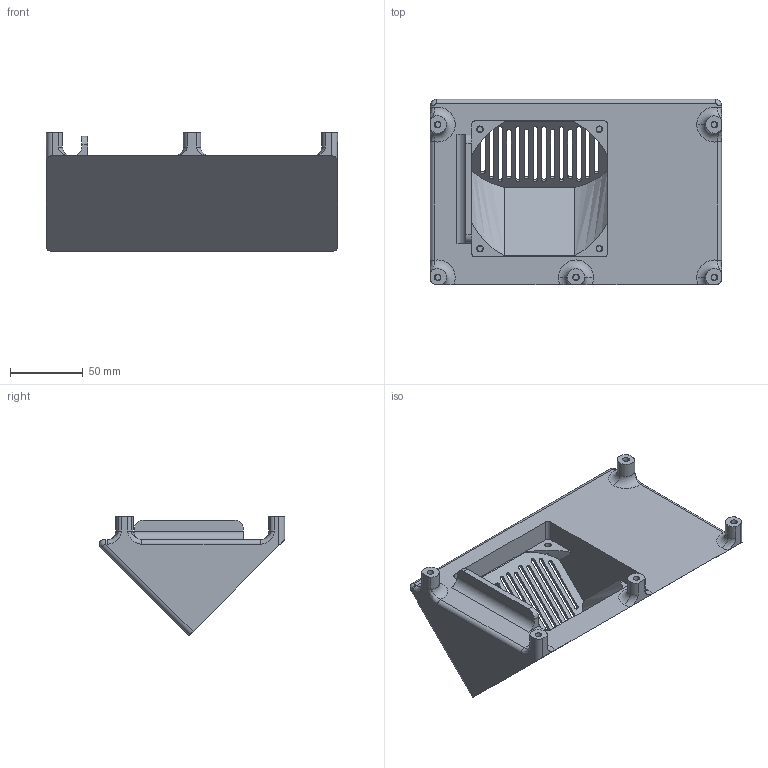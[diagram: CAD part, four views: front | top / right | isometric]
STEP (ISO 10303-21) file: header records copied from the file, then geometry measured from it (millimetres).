
FILE_DESCRIPTION (( 'STEP AP214' ), '1' );
FILE_NAME ('FanBaseV2.STEP', '2025-05-07T05:47:51', ( '' ), ( '' ), 'SwSTEP 2.0', 'SolidWorks 2025', '' );
FILE_SCHEMA (( 'AUTOMOTIVE_DESIGN' ));
Length unit declared in the file: millimetre
Products named in the file (1): FanBaseV2
Bounding box: 200 x 127.35 x 81.8 mm (x, y, z)
Volume: 554488.6 mm3; surface area: 86713.3 mm2
Topology: 1 solids, 1 shells, 175 faces, 465 edges, 302 vertices
Faces by surface type: cylinder 73, plane 63, cone 18, bspline 12, torus 9
Entity records: 6449 total; most frequent: CARTESIAN_POINT 1937, DIRECTION 962, ORIENTED_EDGE 930, EDGE_CURVE 465, AXIS2_PLACEMENT_3D 359, VERTEX_POINT 302, VECTOR 244, LINE 244
